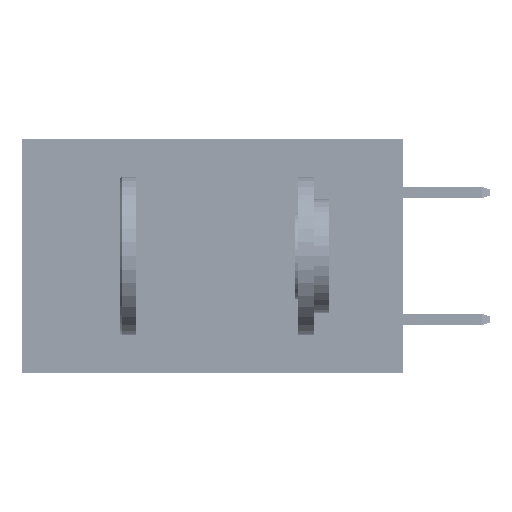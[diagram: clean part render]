
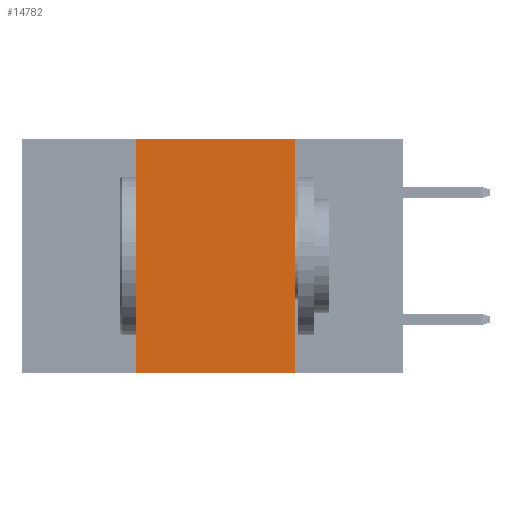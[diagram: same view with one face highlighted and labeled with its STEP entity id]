
A CAD part, left-side view. The second image highlights one B-rep face of the part: STEP entity #14782.
In plain terms, the highlighted planar face has unit normal (-1, 0, 0).
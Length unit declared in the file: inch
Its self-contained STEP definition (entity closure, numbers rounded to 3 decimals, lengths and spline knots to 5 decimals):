
#403 = EDGE_CURVE ( 'NONE', #8883, #26789, #45444, .T. ) ;
#846 = CARTESIAN_POINT ( 'NONE',  ( 0., 0.6, -0.37 ) ) ;
#2221 = DIRECTION ( 'NONE',  ( 0., -1., 0. ) ) ;
#3760 = CARTESIAN_POINT ( 'NONE',  ( 0., 0.17, 0. ) ) ;
#4900 = VECTOR ( 'NONE', #2221, 39.37008 ) ;
#5793 = EDGE_CURVE ( 'NONE', #30633, #8883, #25393, .T. ) ;
#6992 = CARTESIAN_POINT ( 'NONE',  ( 0., 0.17, -0.37 ) ) ;
#7520 = ORIENTED_EDGE ( 'NONE', *, *, #403, .F. ) ;
#8471 = LINE ( 'NONE', #846, #35223 ) ;
#8883 = VERTEX_POINT ( 'NONE', #46338 ) ;
#9947 = CARTESIAN_POINT ( 'NONE',  ( 0., 0.6, 0. ) ) ;
#10274 = VECTOR ( 'NONE', #41250, 39.37008 ) ;
#10365 = LINE ( 'NONE', #21941, #29513 ) ;
#12579 = CARTESIAN_POINT ( 'NONE',  ( 0., 0.42, -0.37 ) ) ;
#13915 = ORIENTED_EDGE ( 'NONE', *, *, #18165, .F. ) ;
#14782 = ADVANCED_FACE ( 'NONE', ( #47101 ), #18345, .F. ) ;
#18165 = EDGE_CURVE ( 'NONE', #26789, #36911, #10365, .T. ) ;
#18345 = PLANE ( 'NONE',  #34012 ) ;
#21941 = CARTESIAN_POINT ( 'NONE',  ( 0., 0.17, 0. ) ) ;
#22056 = DIRECTION ( 'NONE',  ( 0., 0., -1. ) ) ;
#25393 = LINE ( 'NONE', #25899, #10274 ) ;
#25899 = CARTESIAN_POINT ( 'NONE',  ( 0., 0.42, 0. ) ) ;
#26146 = CARTESIAN_POINT ( 'NONE',  ( 0., 0.6, 0. ) ) ;
#26789 = VERTEX_POINT ( 'NONE', #3760 ) ;
#29069 = ORIENTED_EDGE ( 'NONE', *, *, #5793, .F. ) ;
#29513 = VECTOR ( 'NONE', #38094, 39.37008 ) ;
#30633 = VERTEX_POINT ( 'NONE', #12579 ) ;
#34012 = AXIS2_PLACEMENT_3D ( 'NONE', #9947, #42118, #22056 ) ;
#35223 = VECTOR ( 'NONE', #41166, 39.37008 ) ;
#36911 = VERTEX_POINT ( 'NONE', #6992 ) ;
#38094 = DIRECTION ( 'NONE',  ( 0., 0., -1. ) ) ;
#39634 = EDGE_LOOP ( 'NONE', ( #13915, #7520, #29069, #39921 ) ) ;
#39921 = ORIENTED_EDGE ( 'NONE', *, *, #49402, .T. ) ;
#41166 = DIRECTION ( 'NONE',  ( 0., -1., 0. ) ) ;
#41250 = DIRECTION ( 'NONE',  ( 0., 0., 1. ) ) ;
#42118 = DIRECTION ( 'NONE',  ( 1., 0., 0. ) ) ;
#45444 = LINE ( 'NONE', #26146, #4900 ) ;
#46338 = CARTESIAN_POINT ( 'NONE',  ( 0., 0.42, 0. ) ) ;
#47101 = FACE_OUTER_BOUND ( 'NONE', #39634, .T. ) ;
#49402 = EDGE_CURVE ( 'NONE', #30633, #36911, #8471, .T. ) ;
